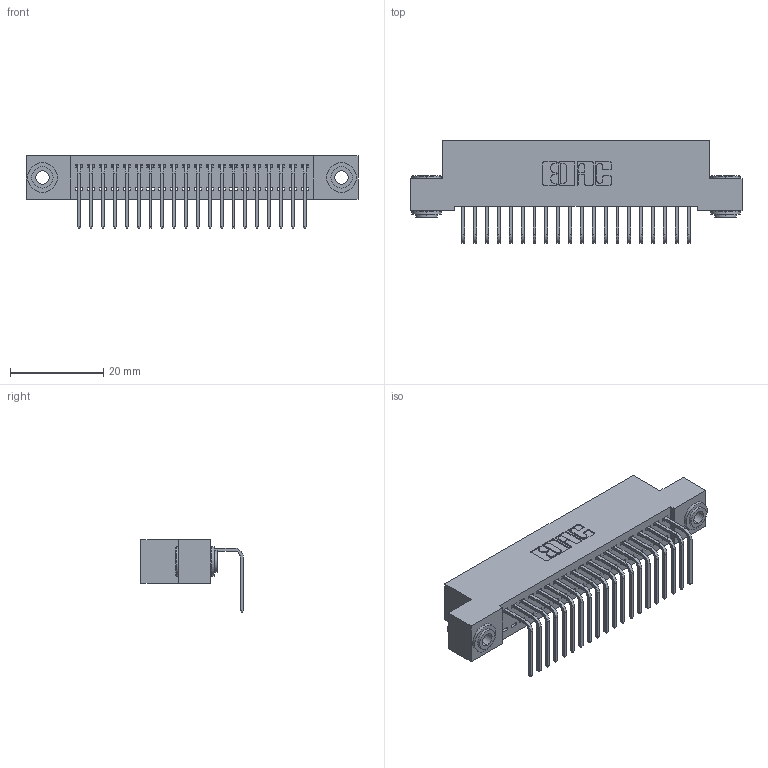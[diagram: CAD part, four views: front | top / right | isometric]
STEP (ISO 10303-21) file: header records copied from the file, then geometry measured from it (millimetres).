
FILE_DESCRIPTION (( 'STEP AP203' ), '1' );
FILE_NAME ('392-020-558-103.STEP', '2018-08-15T07:10:43', ( '' ), ( '' ), 'SwSTEP 2.0', 'SolidWorks 2016', '' );
FILE_SCHEMA (( 'CONFIG_CONTROL_DESIGN' ));
Length unit declared in the file: inch
Products named in the file (4): 392-020-558-103; 342 Part_.156 TH; 345-292-001_558 Tail - 2; 342-250-002_345-250-002-102
Assembly tree (23 placements, depth 2):
  392-020-558-103
    342 Part_.156 TH
    345-292-001_558 Tail - 2  x20
    342-250-002_345-250-002-102  x2
Bounding box: 71.12 x 21.91 x 15.62 mm (x, y, z)
Volume: 6244.2 mm3; surface area: 9363.2 mm2
Topology: 23 solids, 23 shells, 1348 faces, 4015 edges, 2646 vertices
Faces by surface type: plane 956, cylinder 384, cone 8
Entity records: 15674 total; most frequent: CARTESIAN_POINT 2685, ORIENTED_EDGE 2634, DIRECTION 2343, EDGE_CURVE 1317, VECTOR 1165, LINE 1165, VERTEX_POINT 874, AXIS2_PLACEMENT_3D 589
